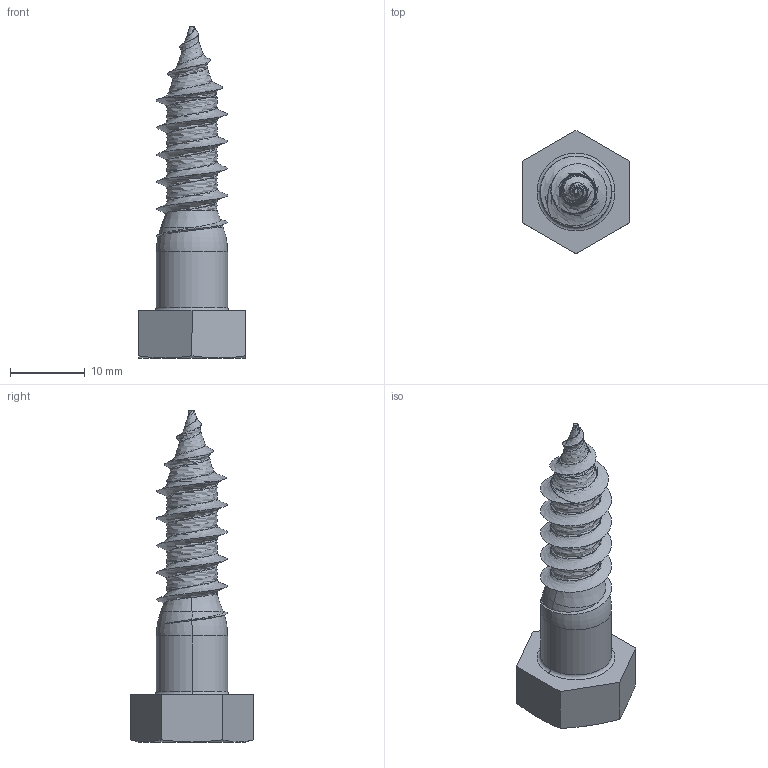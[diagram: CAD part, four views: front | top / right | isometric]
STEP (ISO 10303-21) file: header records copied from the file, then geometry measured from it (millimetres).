
FILE_DESCRIPTION (( 'STEP AP203' ), '1' );
FILE_NAME ('B00137DXHG.3D.STEP', '2013-10-28T07:20:37', ( '' ), ( '' ), 'SwSTEP 2.0', 'SolidWorks 2010', '' );
FILE_SCHEMA (( 'CONFIG_CONTROL_DESIGN' ));
Length unit declared in the file: inch
Products named in the file (1): B00137DXHG.3D
Bounding box: 14.29 x 16.5 x 44.45 mm (x, y, z)
Volume: 2772.3 mm3; surface area: 1688.4 mm2
Topology: 1 solids, 1 shells, 35 faces, 79 edges, 47 vertices
Faces by surface type: plane 12, cone 10, bspline 6, torus 5, cylinder 2
Entity records: 7401 total; most frequent: CARTESIAN_POINT 6632, ORIENTED_EDGE 158, DIRECTION 119, EDGE_CURVE 79, AXIS2_PLACEMENT_3D 51, VERTEX_POINT 47, B_SPLINE_CURVE_WITH_KNOTS 38, EDGE_LOOP 36
